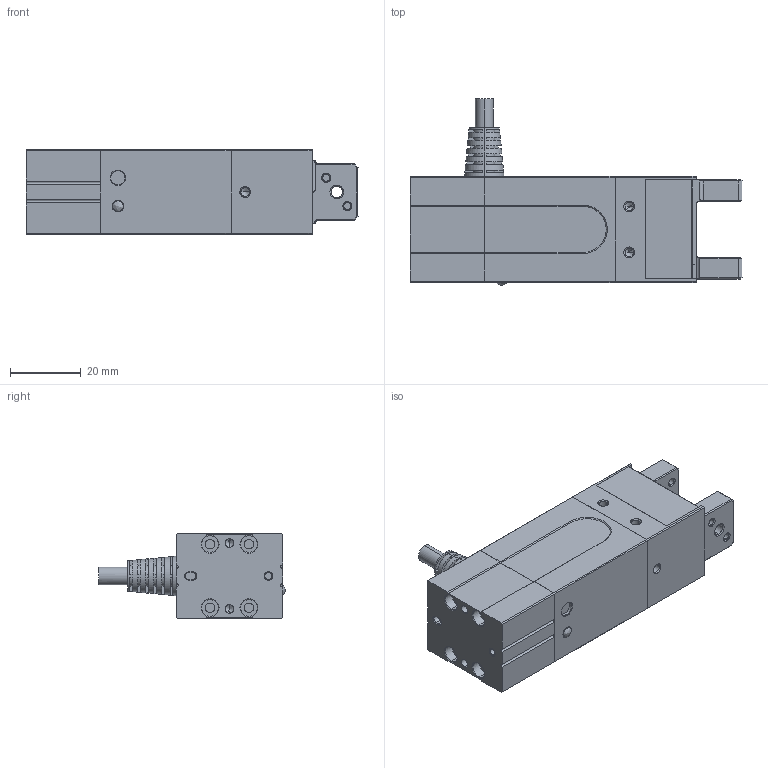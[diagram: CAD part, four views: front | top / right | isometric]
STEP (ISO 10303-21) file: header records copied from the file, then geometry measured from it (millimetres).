
FILE_DESCRIPTION (( 'STEP AP203' ), '1' );
FILE_NAME ('Z-EFG-8S.STEP', '2021-12-08T03:31:22', ( '' ), ( '' ), 'SwSTEP 2.0', 'SolidWorks 2018', '' );
FILE_SCHEMA (( 'CONFIG_CONTROL_DESIGN' ));
Length unit declared in the file: millimetre
Products named in the file (1): Z-EFG-8S
Bounding box: 93.9 x 52.8 x 24 mm (x, y, z)
Volume: 57440.5 mm3; surface area: 18650.1 mm2
Topology: 4 solids, 16 shells, 722 faces, 1798 edges, 1136 vertices
Faces by surface type: plane 398, cylinder 175, cone 146, bspline 3
Entity records: 22765 total; most frequent: CARTESIAN_POINT 5812, ORIENTED_EDGE 3548, DIRECTION 3384, EDGE_CURVE 1774, AXIS2_PLACEMENT_3D 1185, VERTEX_POINT 1136, LINE 1014, VECTOR 1014
